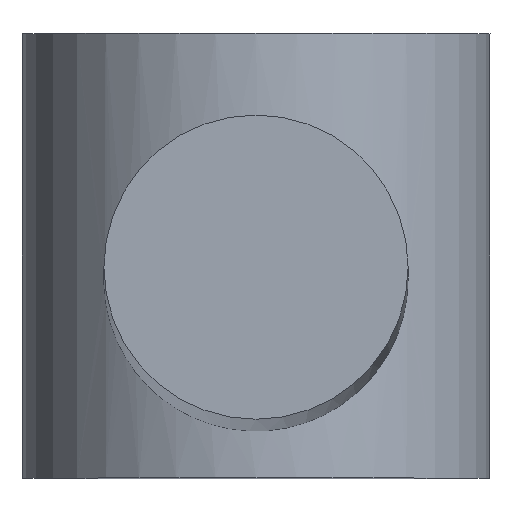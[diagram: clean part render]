
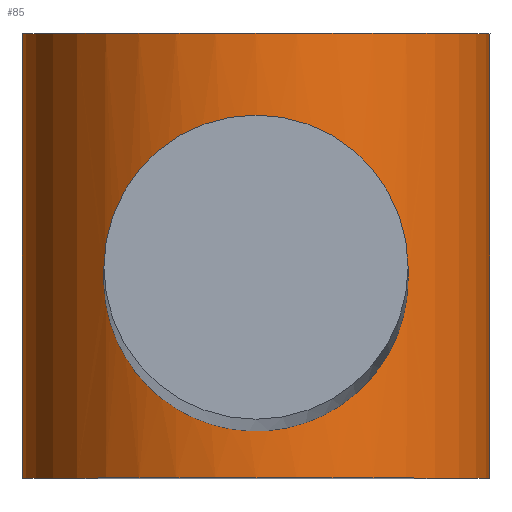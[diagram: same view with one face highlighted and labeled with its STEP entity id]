
A CAD part, top view. The second image highlights one B-rep face of the part: STEP entity #85.
In plain terms, the highlighted cylindrical face has radius 50 mm (diameter 100 mm), a full revolution.
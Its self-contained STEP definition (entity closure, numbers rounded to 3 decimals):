
#14=B_SPLINE_CURVE_WITH_KNOTS('',3,(#152,#153,#154,#155,#156,#157,#158,
#159,#160,#161,#162,#163,#164,#165,#166,#167,#168,#169,#170,#171,#172,#173,
#174,#175,#176,#177,#178,#179,#180,#181,#182,#183,#184,#185,#186,#187,#188,
#189,#190,#191,#192,#193,#194,#195,#196,#197,#198,#199,#200,#201,#202,#203,
#204,#205,#206,#207,#208,#209,#210,#211,#212,#213,#214,#215,#216,#217),
 .UNSPECIFIED.,.T.,.F.,(4,2,2,2,2,2,2,2,2,2,2,2,2,2,2,2,2,2,2,2,2,2,2,2,
2,2,2,2,2,2,2,2,4),(0.,0.639,1.278,1.917,
2.556,3.189,3.822,4.454,5.087,
5.72,6.353,6.986,7.619,8.258,
8.897,9.536,10.175,10.814,11.453,
12.092,12.731,13.363,13.996,14.629,
15.262,15.895,16.528,17.16,17.793,
18.432,19.071,19.71,20.349),
 .UNSPECIFIED.);
#16=LINE('',#222,#18);
#18=VECTOR('',#136,50.);
#20=CYLINDRICAL_SURFACE('',#110,50.);
#22=FACE_BOUND('',#41,.T.);
#33=FACE_OUTER_BOUND('',#40,.T.);
#40=EDGE_LOOP('',(#72,#73,#74,#75));
#41=EDGE_LOOP('',(#76));
#45=CIRCLE('',#106,50.);
#46=CIRCLE('',#109,50.);
#50=VERTEX_POINT('',#147);
#51=VERTEX_POINT('',#150);
#52=VERTEX_POINT('',#219);
#56=EDGE_CURVE('',#50,#50,#45,.T.);
#58=EDGE_CURVE('',#51,#51,#14,.T.);
#59=EDGE_CURVE('',#52,#52,#46,.T.);
#60=EDGE_CURVE('',#50,#52,#16,.T.);
#72=ORIENTED_EDGE('',*,*,#56,.F.);
#73=ORIENTED_EDGE('',*,*,#60,.T.);
#74=ORIENTED_EDGE('',*,*,#59,.F.);
#75=ORIENTED_EDGE('',*,*,#60,.F.);
#76=ORIENTED_EDGE('',*,*,#58,.T.);
#85=ADVANCED_FACE('',(#33,#22),#20,.T.);
#106=AXIS2_PLACEMENT_3D('',#148,#125,#126);
#109=AXIS2_PLACEMENT_3D('',#220,#132,#133);
#110=AXIS2_PLACEMENT_3D('',#221,#134,#135);
#125=DIRECTION('center_axis',(0.,1.,0.));
#126=DIRECTION('ref_axis',(1.,0.,0.));
#132=DIRECTION('center_axis',(0.,-1.,0.));
#133=DIRECTION('ref_axis',(1.,0.,0.));
#134=DIRECTION('center_axis',(0.,1.,0.));
#135=DIRECTION('ref_axis',(1.,0.,0.));
#136=DIRECTION('',(0.,-1.,0.));
#147=CARTESIAN_POINT('',(-50.,52.5,0.));
#148=CARTESIAN_POINT('Origin',(0.,52.5,0.));
#150=CARTESIAN_POINT('',(32.5,0.,37.997));
#152=CARTESIAN_POINT('Ctrl Pts',(32.5,0.,37.997));
#153=CARTESIAN_POINT('Ctrl Pts',(32.5,-2.13,37.997));
#154=CARTESIAN_POINT('Ctrl Pts',(32.288,-4.297,38.181));
#155=CARTESIAN_POINT('Ctrl Pts',(31.43,-8.55,38.89));
#156=CARTESIAN_POINT('Ctrl Pts',(30.785,-10.637,39.412));
#157=CARTESIAN_POINT('Ctrl Pts',(29.113,-14.605,40.663));
#158=CARTESIAN_POINT('Ctrl Pts',(28.084,-16.491,41.391));
#159=CARTESIAN_POINT('Ctrl Pts',(25.725,-19.972,42.897));
#160=CARTESIAN_POINT('Ctrl Pts',(24.395,-21.567,43.674));
#161=CARTESIAN_POINT('Ctrl Pts',(21.58,-24.382,45.131));
#162=CARTESIAN_POINT('Ctrl Pts',(19.993,-25.709,45.867));
#163=CARTESIAN_POINT('Ctrl Pts',(16.511,-28.073,47.232));
#164=CARTESIAN_POINT('Ctrl Pts',(14.616,-29.108,47.86));
#165=CARTESIAN_POINT('Ctrl Pts',(10.628,-30.789,48.901));
#166=CARTESIAN_POINT('Ctrl Pts',(8.53,-31.436,49.314));
#167=CARTESIAN_POINT('Ctrl Pts',(4.271,-32.291,49.864));
#168=CARTESIAN_POINT('Ctrl Pts',(2.109,-32.5,50.));
#169=CARTESIAN_POINT('Ctrl Pts',(-2.109,-32.5,50.));
#170=CARTESIAN_POINT('Ctrl Pts',(-4.271,-32.291,49.864));
#171=CARTESIAN_POINT('Ctrl Pts',(-8.53,-31.436,49.314));
#172=CARTESIAN_POINT('Ctrl Pts',(-10.628,-30.789,48.901));
#173=CARTESIAN_POINT('Ctrl Pts',(-14.616,-29.108,47.86));
#174=CARTESIAN_POINT('Ctrl Pts',(-16.511,-28.073,47.232));
#175=CARTESIAN_POINT('Ctrl Pts',(-19.993,-25.709,45.867));
#176=CARTESIAN_POINT('Ctrl Pts',(-21.58,-24.382,45.131));
#177=CARTESIAN_POINT('Ctrl Pts',(-24.395,-21.567,43.674));
#178=CARTESIAN_POINT('Ctrl Pts',(-25.725,-19.972,42.897));
#179=CARTESIAN_POINT('Ctrl Pts',(-28.084,-16.491,41.391));
#180=CARTESIAN_POINT('Ctrl Pts',(-29.113,-14.605,40.663));
#181=CARTESIAN_POINT('Ctrl Pts',(-30.785,-10.637,39.412));
#182=CARTESIAN_POINT('Ctrl Pts',(-31.43,-8.55,38.89));
#183=CARTESIAN_POINT('Ctrl Pts',(-32.288,-4.297,38.181));
#184=CARTESIAN_POINT('Ctrl Pts',(-32.5,-2.13,37.997));
#185=CARTESIAN_POINT('Ctrl Pts',(-32.5,2.13,37.997));
#186=CARTESIAN_POINT('Ctrl Pts',(-32.288,4.297,38.181));
#187=CARTESIAN_POINT('Ctrl Pts',(-31.43,8.55,38.89));
#188=CARTESIAN_POINT('Ctrl Pts',(-30.785,10.637,39.412));
#189=CARTESIAN_POINT('Ctrl Pts',(-29.113,14.605,40.663));
#190=CARTESIAN_POINT('Ctrl Pts',(-28.084,16.491,41.391));
#191=CARTESIAN_POINT('Ctrl Pts',(-25.725,19.972,42.897));
#192=CARTESIAN_POINT('Ctrl Pts',(-24.395,21.567,43.674));
#193=CARTESIAN_POINT('Ctrl Pts',(-21.58,24.382,45.131));
#194=CARTESIAN_POINT('Ctrl Pts',(-19.993,25.709,45.867));
#195=CARTESIAN_POINT('Ctrl Pts',(-16.511,28.073,47.232));
#196=CARTESIAN_POINT('Ctrl Pts',(-14.616,29.108,47.86));
#197=CARTESIAN_POINT('Ctrl Pts',(-10.628,30.789,48.901));
#198=CARTESIAN_POINT('Ctrl Pts',(-8.53,31.436,49.314));
#199=CARTESIAN_POINT('Ctrl Pts',(-4.271,32.291,49.864));
#200=CARTESIAN_POINT('Ctrl Pts',(-2.109,32.5,50.));
#201=CARTESIAN_POINT('Ctrl Pts',(2.109,32.5,50.));
#202=CARTESIAN_POINT('Ctrl Pts',(4.271,32.291,49.864));
#203=CARTESIAN_POINT('Ctrl Pts',(8.53,31.436,49.314));
#204=CARTESIAN_POINT('Ctrl Pts',(10.628,30.789,48.901));
#205=CARTESIAN_POINT('Ctrl Pts',(14.616,29.108,47.86));
#206=CARTESIAN_POINT('Ctrl Pts',(16.511,28.073,47.232));
#207=CARTESIAN_POINT('Ctrl Pts',(19.993,25.709,45.867));
#208=CARTESIAN_POINT('Ctrl Pts',(21.58,24.382,45.131));
#209=CARTESIAN_POINT('Ctrl Pts',(24.395,21.567,43.674));
#210=CARTESIAN_POINT('Ctrl Pts',(25.725,19.972,42.897));
#211=CARTESIAN_POINT('Ctrl Pts',(28.084,16.491,41.391));
#212=CARTESIAN_POINT('Ctrl Pts',(29.113,14.605,40.663));
#213=CARTESIAN_POINT('Ctrl Pts',(30.785,10.637,39.412));
#214=CARTESIAN_POINT('Ctrl Pts',(31.43,8.55,38.89));
#215=CARTESIAN_POINT('Ctrl Pts',(32.288,4.297,38.181));
#216=CARTESIAN_POINT('Ctrl Pts',(32.5,2.13,37.997));
#217=CARTESIAN_POINT('Ctrl Pts',(32.5,0.,37.997));
#219=CARTESIAN_POINT('',(-50.,-42.5,0.));
#220=CARTESIAN_POINT('Origin',(0.,-42.5,0.));
#221=CARTESIAN_POINT('Origin',(0.,0.,0.));
#222=CARTESIAN_POINT('',(-50.,0.,0.));
